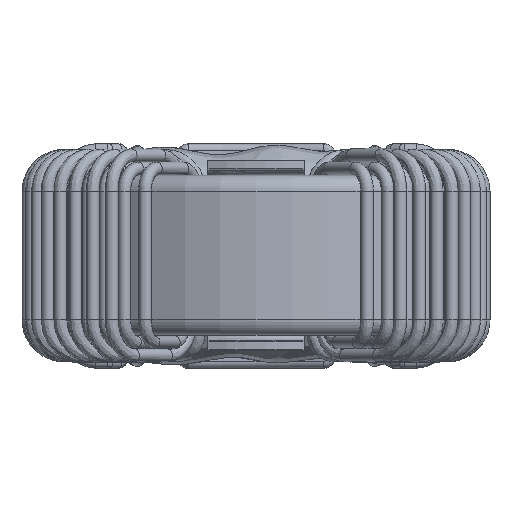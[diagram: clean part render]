
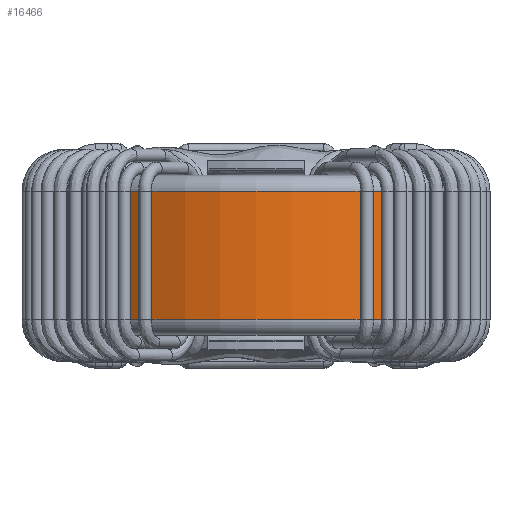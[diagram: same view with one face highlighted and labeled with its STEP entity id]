
A CAD part, top view. The second image highlights one B-rep face of the part: STEP entity #16466.
In plain terms, the highlighted cylindrical face has radius 6.5 mm (diameter 13 mm), a full revolution.
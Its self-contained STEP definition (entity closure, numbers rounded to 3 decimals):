
#1332=CYLINDRICAL_SURFACE('',#17567,6.5);
#2134=ORIENTED_EDGE('',*,*,#4439,.T.);
#2135=ORIENTED_EDGE('',*,*,#4440,.T.);
#4439=EDGE_CURVE('',#5728,#5728,#6751,.F.);
#4440=EDGE_CURVE('',#5729,#5729,#6752,.T.);
#5728=VERTEX_POINT('',#40139);
#5729=VERTEX_POINT('',#40141);
#6751=CIRCLE('',#17568,6.5);
#6752=CIRCLE('',#17569,6.5);
#7844=EDGE_LOOP('',(#2134));
#7845=EDGE_LOOP('',(#2135));
#9317=FACE_BOUND('',#7844,.T.);
#9318=FACE_BOUND('',#7845,.T.);
#16466=ADVANCED_FACE('',(#9317,#9318),#1332,.T.);
#17567=AXIS2_PLACEMENT_3D('',#40137,#19485,#19486);
#17568=AXIS2_PLACEMENT_3D('',#40138,#19487,#19488);
#17569=AXIS2_PLACEMENT_3D('',#40140,#19489,#19490);
#19485=DIRECTION('',(0.,1.,0.));
#19486=DIRECTION('',(0.,0.,1.));
#19487=DIRECTION('',(0.,1.,0.));
#19488=DIRECTION('',(0.,0.,1.));
#19489=DIRECTION('',(0.,1.,0.));
#19490=DIRECTION('',(0.,0.,1.));
#40137=CARTESIAN_POINT('',(0.,-2.5,9.52));
#40138=CARTESIAN_POINT('',(0.,2.,9.52));
#40139=CARTESIAN_POINT('',(0.,2.,16.02));
#40140=CARTESIAN_POINT('',(0.,-2.,9.52));
#40141=CARTESIAN_POINT('',(0.,-2.,16.02));
